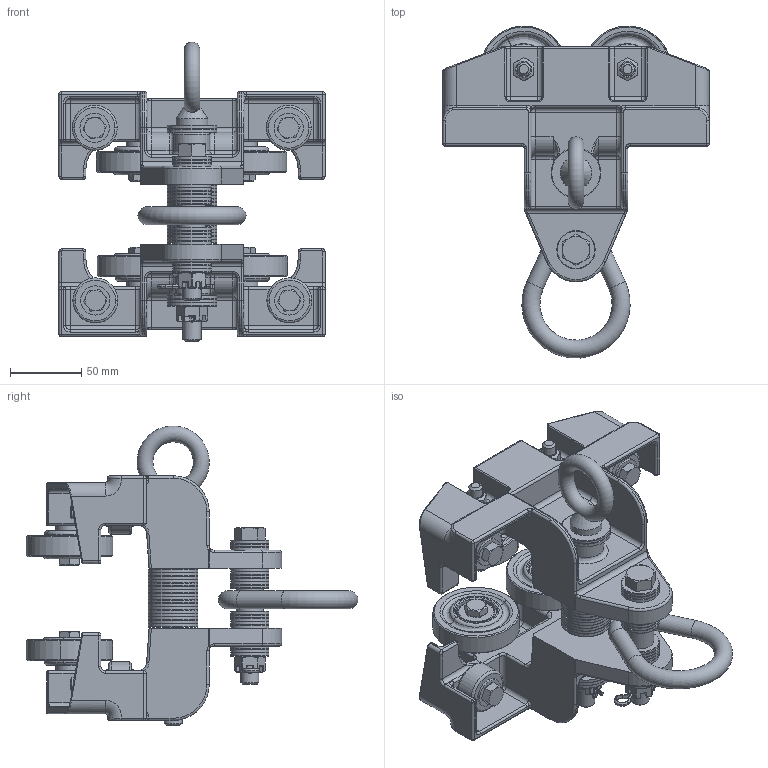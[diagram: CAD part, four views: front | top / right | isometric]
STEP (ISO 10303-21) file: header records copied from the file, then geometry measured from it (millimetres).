
FILE_DESCRIPTION((''),'2;1');
FILE_NAME('10350.stp','2009-10-20T07:10:12',('jholman'),(''),'Autodesk Inventor 2009','Autodesk Inventor 2009','');
FILE_SCHEMA(('AUTOMOTIVE_DESIGN { 1 0 10303 214 1 1 1 1 }'));
Length unit declared in the file: inch
Products named in the file (24): 3D117ZB4D; 3D112ZB4B; Welds_3; 3D110ZB4B; 3D11OYB4A; Hex Bolt - UNC (Regular Thread - Inch) 1/2-13 UNC - 4; Shoulder Pattern 2-A - UNC (Regular Thread - Inch) 1/2 - 13. Shoulder Pattern Type 2 - Style A; 3D11N3B4A; 3D11O3B4A; 3D10P3B4A; 3D11Y2B4A; 3D1186B4D; 3D11RYB4B; 3D11X6B4A; 3D1153B4A; Hex Bolt - UNC (Regular Thread - Inch) 3/8-16 UNC - 1.75; Hex Nut - UNC (Regular Thread - Inch) 3/8 - 16; 3D11YYB4C; 3D1197B4C; 3D11V6B4B; 3D1196B4A; 3D11K3B4A; 3D11L3B4B; 3D11TVB4B
Assembly tree (90 placements, depth 3):
  3D117ZB4D
    3D112ZB4B
      Welds_3
      3D110ZB4B
      3D11OYB4A
    Hex Bolt - UNC (Regular Thread - Inch) 1/2-13 UNC - 4
    Shoulder Pattern 2-A - UNC (Regular Thread - Inch) 1/2 - 13. Shoulder Pattern Type 2 - Style A
    3D11N3B4A  x17
    3D11O3B4A  x2
    3D10P3B4A  x22
    3D11Y2B4A  x2
    3D1186B4D  x2
    3D11RYB4B  x4
      3D11X6B4A
      3D1153B4A
      Hex Bolt - UNC (Regular Thread - Inch) 3/8-16 UNC - 1.75
    Hex Nut - UNC (Regular Thread - Inch) 3/8 - 16  x8
    3D11YYB4C  x4
      3D1197B4C
      3D11V6B4B
      3D1196B4A
    3D11K3B4A  x4
    3D11L3B4B  x4
    3D1153B4A  x4
    3D11TVB4B  x4
Bounding box: 187.32 x 233.55 x 211.03 mm (x, y, z)
Volume: 975986.9 mm3; surface area: 364884 mm2
Topology: 103 solids, 103 shells, 2973 faces, 6507 edges, 3540 vertices
Faces by surface type: cylinder 869, plane 597, bspline 522, torus 435, sphere 322, cone 228
Full cylindrical faces by diameter (mm): 3.969 x1, 9.525 x12, 9.855 x4, 9.922 x4, 12.7 x5, 13.081 x1, 14.288 x8, 19.05 x6, 22.352 x1, 25.4 x4, 26.988 x17, 28.6 x4, 34.925 x22
Entity records: 33953 total; most frequent: CARTESIAN_POINT 11797, DIRECTION 4837, ORIENTED_EDGE 4136, AXIS2_PLACEMENT_3D 2089, EDGE_CURVE 2068, VERTEX_POINT 1191, CIRCLE 1123, EDGE_LOOP 1099
